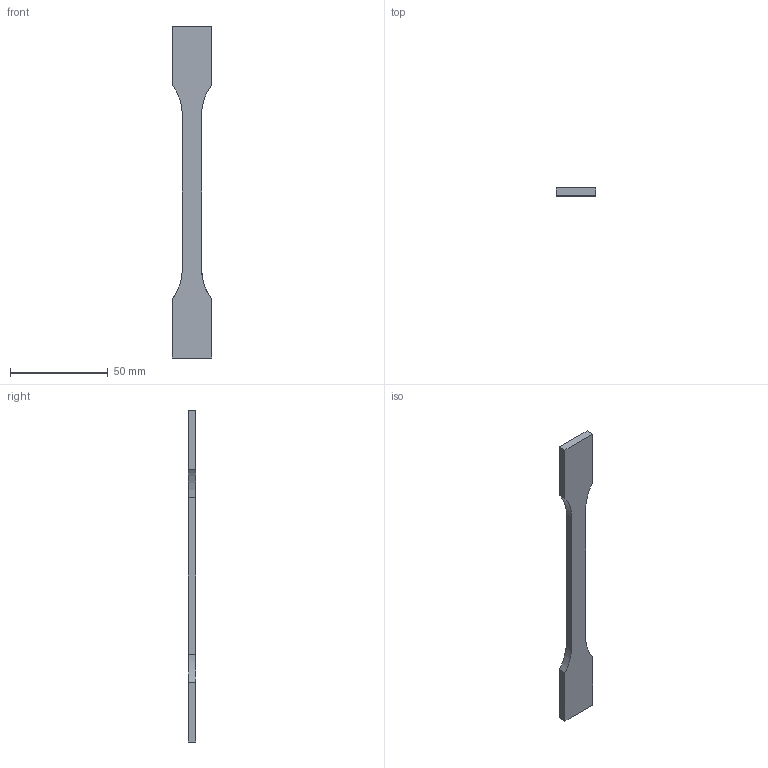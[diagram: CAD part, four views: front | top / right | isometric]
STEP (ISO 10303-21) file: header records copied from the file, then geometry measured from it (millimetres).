
FILE_DESCRIPTION(/* description */ (''),/* implementation_level */ '2;1');
FILE_NAME(/* name */ 'Bez Nazwy',/* time_stamp */ '2023-07-21T11:34:17+02:00',/* author */ (''),/* organization */ (''),/* preprocessor_version */ 'ST-DEVELOPER v16.5',/* originating_system */ 'Rhino 7.25',/* authorisation */ '');
FILE_SCHEMA (('CONFIG_CONTROL_DESIGN'));
Length unit declared in the file: millimetre
Products named in the file (2): Document; TestSpecimen_ISO-527-2-1A
Assembly tree (1 placements, depth 2):
  Document
    TestSpecimen_ISO-527-2-1A
Bounding box: 20 x 4 x 170 mm (x, y, z)
Volume: 9600.1 mm3; surface area: 6337.8 mm2
Topology: 1 solids, 1 shells, 14 faces, 36 edges, 24 vertices
Faces by surface type: plane 10, cylinder 4
Entity records: 550 total; most frequent: CARTESIAN_POINT 122, ORIENTED_EDGE 72, EDGE_CURVE 36, B_SPLINE_CURVE_WITH_KNOTS 28, VERTEX_POINT 24, DIRECTION 22, AXIS2_PLACEMENT_3D 18, ADVANCED_FACE 14
